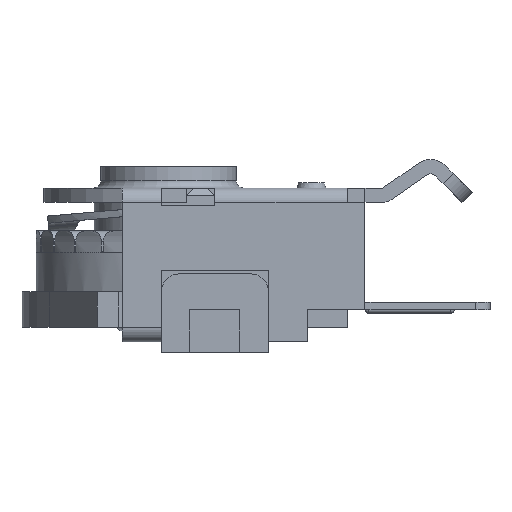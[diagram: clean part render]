
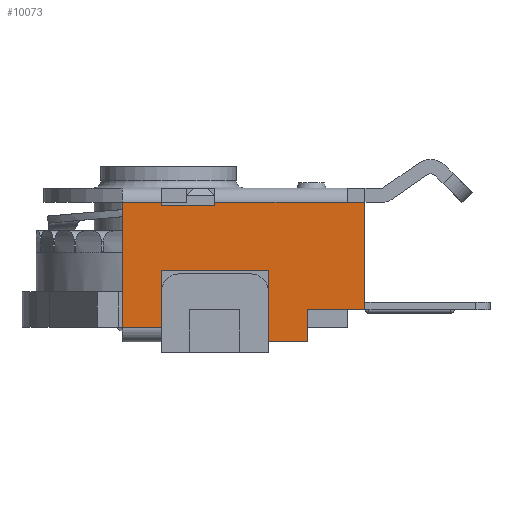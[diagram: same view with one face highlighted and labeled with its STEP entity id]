
A CAD part, front view. The second image highlights one B-rep face of the part: STEP entity #10073.
In plain terms, the highlighted face is planar.
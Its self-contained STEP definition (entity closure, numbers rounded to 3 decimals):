
#1163=FACE_OUTER_BOUND('',#1698,.T.);
#1698=EDGE_LOOP('',(#8886,#8887,#8888,#8889,#8890,#8891,#8892,#8893,#8894,
#8895,#8896,#8897,#8898,#8899,#8900));
#2693=LINE('',#18105,#3724);
#2694=LINE('',#18108,#3725);
#2695=LINE('',#18110,#3726);
#2696=LINE('',#18112,#3727);
#2697=LINE('',#18114,#3728);
#2698=LINE('',#18116,#3729);
#2699=LINE('',#18118,#3730);
#2700=LINE('',#18120,#3731);
#2701=LINE('',#18122,#3732);
#2702=LINE('',#18124,#3733);
#2703=LINE('',#18126,#3734);
#2704=LINE('',#18128,#3735);
#2705=LINE('',#18130,#3736);
#2706=LINE('',#18132,#3737);
#2707=LINE('',#18133,#3738);
#3724=VECTOR('',#13225,10.);
#3725=VECTOR('',#13228,10.);
#3726=VECTOR('',#13229,10.);
#3727=VECTOR('',#13230,10.);
#3728=VECTOR('',#13231,10.);
#3729=VECTOR('',#13232,10.);
#3730=VECTOR('',#13233,10.);
#3731=VECTOR('',#13234,10.);
#3732=VECTOR('',#13235,10.);
#3733=VECTOR('',#13236,10.);
#3734=VECTOR('',#13237,10.);
#3735=VECTOR('',#13238,10.);
#3736=VECTOR('',#13239,10.);
#3737=VECTOR('',#13240,10.);
#3738=VECTOR('',#13241,10.);
#4748=VERTEX_POINT('',#18098);
#4751=VERTEX_POINT('',#18103);
#4752=VERTEX_POINT('',#18107);
#4753=VERTEX_POINT('',#18109);
#4754=VERTEX_POINT('',#18111);
#4755=VERTEX_POINT('',#18113);
#4756=VERTEX_POINT('',#18115);
#4757=VERTEX_POINT('',#18117);
#4758=VERTEX_POINT('',#18119);
#4759=VERTEX_POINT('',#18121);
#4760=VERTEX_POINT('',#18123);
#4761=VERTEX_POINT('',#18125);
#4762=VERTEX_POINT('',#18127);
#4763=VERTEX_POINT('',#18129);
#4764=VERTEX_POINT('',#18131);
#6181=EDGE_CURVE('',#4751,#4748,#2693,.T.);
#6182=EDGE_CURVE('',#4752,#4751,#2694,.T.);
#6183=EDGE_CURVE('',#4753,#4752,#2695,.T.);
#6184=EDGE_CURVE('',#4753,#4754,#2696,.T.);
#6185=EDGE_CURVE('',#4755,#4754,#2697,.T.);
#6186=EDGE_CURVE('',#4756,#4755,#2698,.T.);
#6187=EDGE_CURVE('',#4757,#4756,#2699,.T.);
#6188=EDGE_CURVE('',#4757,#4758,#2700,.T.);
#6189=EDGE_CURVE('',#4758,#4759,#2701,.T.);
#6190=EDGE_CURVE('',#4760,#4759,#2702,.T.);
#6191=EDGE_CURVE('',#4760,#4761,#2703,.T.);
#6192=EDGE_CURVE('',#4761,#4762,#2704,.T.);
#6193=EDGE_CURVE('',#4762,#4763,#2705,.T.);
#6194=EDGE_CURVE('',#4764,#4763,#2706,.T.);
#6195=EDGE_CURVE('',#4764,#4748,#2707,.T.);
#8886=ORIENTED_EDGE('',*,*,#6181,.F.);
#8887=ORIENTED_EDGE('',*,*,#6182,.F.);
#8888=ORIENTED_EDGE('',*,*,#6183,.F.);
#8889=ORIENTED_EDGE('',*,*,#6184,.T.);
#8890=ORIENTED_EDGE('',*,*,#6185,.F.);
#8891=ORIENTED_EDGE('',*,*,#6186,.F.);
#8892=ORIENTED_EDGE('',*,*,#6187,.F.);
#8893=ORIENTED_EDGE('',*,*,#6188,.T.);
#8894=ORIENTED_EDGE('',*,*,#6189,.T.);
#8895=ORIENTED_EDGE('',*,*,#6190,.F.);
#8896=ORIENTED_EDGE('',*,*,#6191,.T.);
#8897=ORIENTED_EDGE('',*,*,#6192,.T.);
#8898=ORIENTED_EDGE('',*,*,#6193,.T.);
#8899=ORIENTED_EDGE('',*,*,#6194,.F.);
#8900=ORIENTED_EDGE('',*,*,#6195,.T.);
#9577=PLANE('',#10912);
#10073=ADVANCED_FACE('',(#1163),#9577,.T.);
#10912=AXIS2_PLACEMENT_3D('',#18106,#13226,#13227);
#13225=DIRECTION('',(-1.,0.,0.));
#13226=DIRECTION('center_axis',(0.,0.,1.));
#13227=DIRECTION('ref_axis',(1.,0.,0.));
#13228=DIRECTION('',(0.,-1.,0.));
#13229=DIRECTION('',(-1.,0.,0.));
#13230=DIRECTION('',(0.,-1.,0.));
#13231=DIRECTION('',(-1.,0.,0.));
#13232=DIRECTION('',(0.,-1.,0.));
#13233=DIRECTION('',(-1.,0.,0.));
#13234=DIRECTION('',(0.,1.,0.));
#13235=DIRECTION('',(-1.,0.,0.));
#13236=DIRECTION('',(1.,0.,0.));
#13237=DIRECTION('',(0.,-1.,0.));
#13238=DIRECTION('',(-1.,0.,0.));
#13239=DIRECTION('',(0.,1.,0.));
#13240=DIRECTION('',(1.,0.,0.));
#13241=DIRECTION('',(0.,-1.,0.));
#18098=CARTESIAN_POINT('',(-1.3,-3.5,4.85));
#18103=CARTESIAN_POINT('',(-0.2,-3.5,4.85));
#18105=CARTESIAN_POINT('',(-1.025,-3.5,4.85));
#18106=CARTESIAN_POINT('Origin',(-1.3,0.,4.85));
#18107=CARTESIAN_POINT('',(-0.2,-1.9,4.85));
#18108=CARTESIAN_POINT('',(-0.2,-1.9,4.85));
#18109=CARTESIAN_POINT('',(2.8,-1.9,4.85));
#18110=CARTESIAN_POINT('',(-1.3,-1.9,4.85));
#18111=CARTESIAN_POINT('',(2.8,-3.9,4.85));
#18112=CARTESIAN_POINT('',(2.8,-1.9,4.85));
#18113=CARTESIAN_POINT('',(3.9,-3.9,4.85));
#18114=CARTESIAN_POINT('',(3.9,-3.9,4.85));
#18115=CARTESIAN_POINT('',(3.9,-3.,4.85));
#18116=CARTESIAN_POINT('',(3.9,-3.,4.85));
#18117=CARTESIAN_POINT('',(5.5,-3.,4.85));
#18118=CARTESIAN_POINT('',(5.5,-3.,4.85));
#18119=CARTESIAN_POINT('',(5.5,0.,4.85));
#18120=CARTESIAN_POINT('',(5.5,0.,4.85));
#18121=CARTESIAN_POINT('',(5.,0.,4.85));
#18122=CARTESIAN_POINT('',(1.975,0.,4.85));
#18123=CARTESIAN_POINT('',(1.3,0.,4.85));
#18124=CARTESIAN_POINT('',(0.277,0.,4.85));
#18125=CARTESIAN_POINT('',(1.3,-0.1,4.85));
#18126=CARTESIAN_POINT('',(1.3,0.2,4.85));
#18127=CARTESIAN_POINT('',(-0.2,-0.1,4.85));
#18128=CARTESIAN_POINT('',(-0.336,-0.1,4.85));
#18129=CARTESIAN_POINT('',(-0.2,0.,4.85));
#18130=CARTESIAN_POINT('',(-0.2,0.2,4.85));
#18131=CARTESIAN_POINT('',(-1.3,0.,4.85));
#18132=CARTESIAN_POINT('',(0.277,0.,4.85));
#18133=CARTESIAN_POINT('',(-1.3,0.,4.85));
